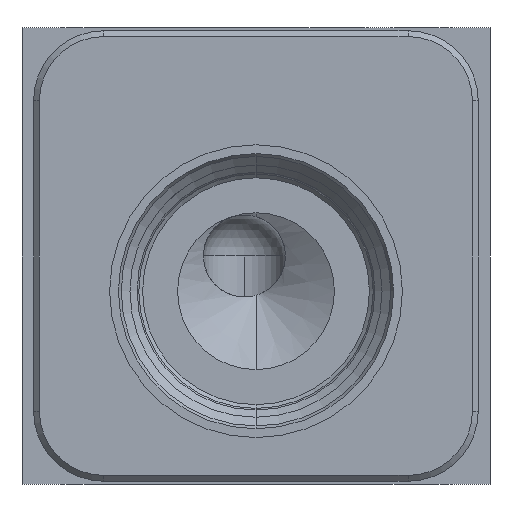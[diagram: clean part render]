
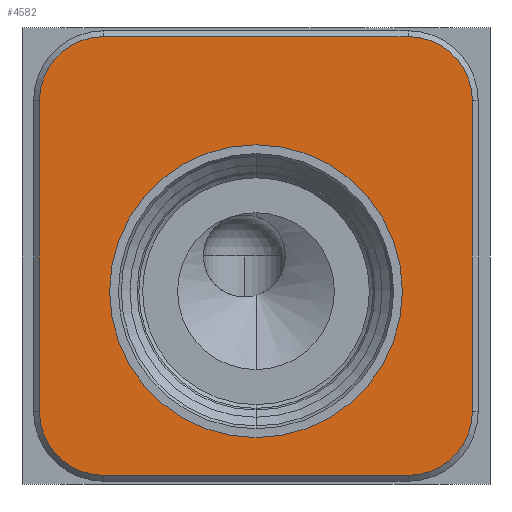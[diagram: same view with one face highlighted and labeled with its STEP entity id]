
A CAD part, front view. The second image highlights one B-rep face of the part: STEP entity #4582.
In plain terms, the highlighted planar face has unit normal (0, -1, 0).
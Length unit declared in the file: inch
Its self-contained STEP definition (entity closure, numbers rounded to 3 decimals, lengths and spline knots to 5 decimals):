
#2053=CARTESIAN_POINT('',(2.062,-5.094,2.047));
#2054=DIRECTION('',(0.,1.,0.));
#2055=DIRECTION('',(0.,0.,1.));
#2056=AXIS2_PLACEMENT_3D('',#2053,#2054,#2055);
#2067=CARTESIAN_POINT('',(1.25,-5.094,1.031));
#2068=DIRECTION('',(0.,1.,0.));
#2069=DIRECTION('',(0.,0.,-1.));
#2070=AXIS2_PLACEMENT_3D('',#2067,#2068,#2069);
#2072=CARTESIAN_POINT('',(1.25,-5.094,1.031));
#2073=DIRECTION('',(0.,1.,0.));
#2074=DIRECTION('',(0.,0.,1.));
#2075=AXIS2_PLACEMENT_3D('',#2072,#2073,#2074);
#2077=DIRECTION('',(0.,0.,-1.));
#2078=VECTOR('',#2077,1.656);
#2079=CARTESIAN_POINT('',(2.406,-5.094,2.047));
#2080=LINE('',#2079,#2078);
#2097=CARTESIAN_POINT('',(2.062,-5.094,0.391));
#2098=DIRECTION('',(0.,1.,0.));
#2099=DIRECTION('',(1.,0.,0.));
#2100=AXIS2_PLACEMENT_3D('',#2097,#2098,#2099);
#2115=DIRECTION('',(-1.,0.,0.));
#2116=VECTOR('',#2115,1.625);
#2117=CARTESIAN_POINT('',(2.062,-5.094,0.047));
#2118=LINE('',#2117,#2116);
#2131=CARTESIAN_POINT('',(0.437,-5.094,0.391));
#2132=DIRECTION('',(0.,1.,0.));
#2133=DIRECTION('',(0.,0.,-1.));
#2134=AXIS2_PLACEMENT_3D('',#2131,#2132,#2133);
#2145=DIRECTION('',(0.,0.,1.));
#2146=VECTOR('',#2145,1.656);
#2147=CARTESIAN_POINT('',(0.093,-5.094,0.391));
#2148=LINE('',#2147,#2146);
#2165=CARTESIAN_POINT('',(0.437,-5.094,2.047));
#2166=DIRECTION('',(0.,1.,0.));
#2167=DIRECTION('',(-1.,0.,0.));
#2168=AXIS2_PLACEMENT_3D('',#2165,#2166,#2167);
#2179=DIRECTION('',(1.,0.,0.));
#2180=VECTOR('',#2179,1.625);
#2181=CARTESIAN_POINT('',(0.437,-5.094,2.391));
#2182=LINE('',#2181,#2180);
#3333=CARTESIAN_POINT('',(2.062,-5.094,0.047));
#3334=CARTESIAN_POINT('',(0.437,-5.094,0.047));
#3335=VERTEX_POINT('',#3333);
#3336=VERTEX_POINT('',#3334);
#3341=CARTESIAN_POINT('',(0.093,-5.094,0.391));
#3342=VERTEX_POINT('',#3341);
#3345=CARTESIAN_POINT('',(0.093,-5.094,2.047));
#3346=VERTEX_POINT('',#3345);
#3349=CARTESIAN_POINT('',(0.437,-5.094,2.391));
#3350=VERTEX_POINT('',#3349);
#3353=CARTESIAN_POINT('',(2.062,-5.094,2.391));
#3354=VERTEX_POINT('',#3353);
#3357=CARTESIAN_POINT('',(2.406,-5.094,2.047));
#3358=VERTEX_POINT('',#3357);
#3361=CARTESIAN_POINT('',(2.406,-5.094,0.391));
#3362=VERTEX_POINT('',#3361);
#3409=CARTESIAN_POINT('',(1.25,-5.094,0.249));
#3410=CARTESIAN_POINT('',(1.25,-5.094,1.813));
#3411=VERTEX_POINT('',#3409);
#3412=VERTEX_POINT('',#3410);
#4554=CARTESIAN_POINT('',(0.,-5.094,0.));
#4555=DIRECTION('',(0.,-1.,0.));
#4556=DIRECTION('',(1.,0.,0.));
#4557=AXIS2_PLACEMENT_3D('',#4554,#4555,#4556);
#4558=PLANE('',#4557);
#4559=ORIENTED_EDGE('',*,*,#4544,.T.);
#4561=ORIENTED_EDGE('',*,*,#4560,.T.);
#4563=ORIENTED_EDGE('',*,*,#4562,.T.);
#4565=ORIENTED_EDGE('',*,*,#4564,.T.);
#4567=ORIENTED_EDGE('',*,*,#4566,.T.);
#4569=ORIENTED_EDGE('',*,*,#4568,.T.);
#4571=ORIENTED_EDGE('',*,*,#4570,.T.);
#4573=ORIENTED_EDGE('',*,*,#4572,.T.);
#4574=EDGE_LOOP('',(#4559,#4561,#4563,#4565,#4567,#4569,#4571,#4573));
#4575=FACE_OUTER_BOUND('',#4574,.F.);
#4577=ORIENTED_EDGE('',*,*,#4576,.F.);
#4579=ORIENTED_EDGE('',*,*,#4578,.F.);
#4580=EDGE_LOOP('',(#4577,#4579));
#4581=FACE_BOUND('',#4580,.F.);
#4582=ADVANCED_FACE('',(#4575,#4581),#4558,.T.);
#2057=CIRCLE('',#2056,0.344);
#2071=CIRCLE('',#2070,0.782);
#2076=CIRCLE('',#2075,0.782);
#2101=CIRCLE('',#2100,0.344);
#2135=CIRCLE('',#2134,0.344);
#2169=CIRCLE('',#2168,0.344);
#4544=EDGE_CURVE('',#3354,#3358,#2057,.T.);
#4560=EDGE_CURVE('',#3358,#3362,#2080,.T.);
#4562=EDGE_CURVE('',#3362,#3335,#2101,.T.);
#4564=EDGE_CURVE('',#3335,#3336,#2118,.T.);
#4566=EDGE_CURVE('',#3336,#3342,#2135,.T.);
#4568=EDGE_CURVE('',#3342,#3346,#2148,.T.);
#4570=EDGE_CURVE('',#3346,#3350,#2169,.T.);
#4572=EDGE_CURVE('',#3350,#3354,#2182,.T.);
#4576=EDGE_CURVE('',#3411,#3412,#2071,.T.);
#4578=EDGE_CURVE('',#3412,#3411,#2076,.T.);
